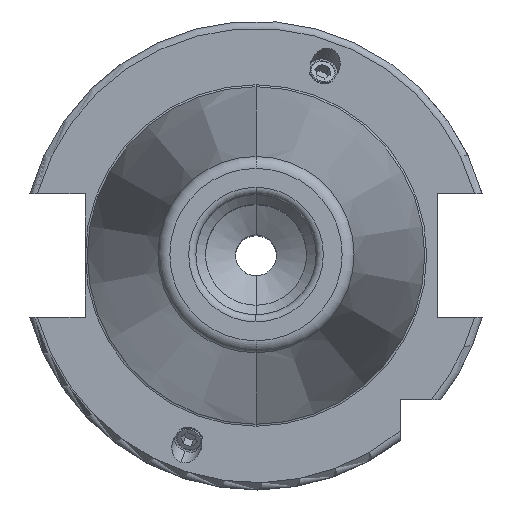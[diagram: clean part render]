
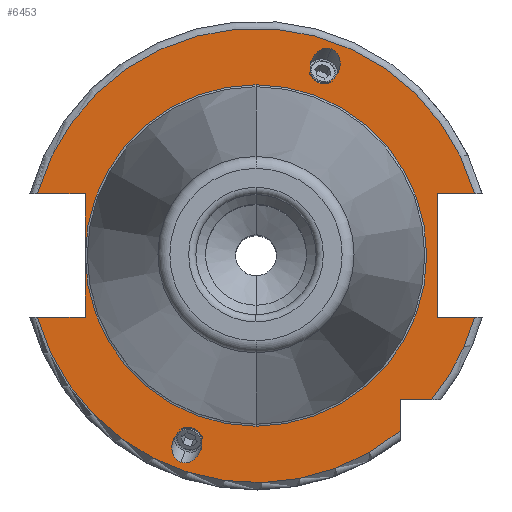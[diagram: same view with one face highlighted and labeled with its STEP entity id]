
A CAD part, top view. The second image highlights one B-rep face of the part: STEP entity #6453.
In plain terms, the highlighted planar face has unit normal (0, 0, 1).
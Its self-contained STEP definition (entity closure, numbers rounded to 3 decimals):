
#700=CARTESIAN_POINT('',(0,0,15.9));
#701=DIRECTION('',(0,0,1));
#702=DIRECTION('',(0.962,0.272,0));
#703=AXIS2_PLACEMENT_3D('',#700,#701,#702);
#751=CARTESIAN_POINT('',(0,0,15.9));
#752=DIRECTION('',(0,0,1));
#753=DIRECTION('',(-0.962,-0.272,0));
#754=AXIS2_PLACEMENT_3D('',#751,#752,#753);
#770=DIRECTION('',(1,0,0));
#771=VECTOR('',#770,9.969);
#772=CARTESIAN_POINT('',(-45.469,-12.85,15.9));
#773=LINE('',#772,#771);
#774=DIRECTION('',(0.,1,0));
#775=VECTOR('',#774,12.85);
#776=CARTESIAN_POINT('',(-35.5,-12.85,15.9));
#777=LINE('',#776,#775);
#778=DIRECTION('',(0.,1,0));
#779=VECTOR('',#778,12.85);
#780=CARTESIAN_POINT('',(-35.5,0,15.9));
#781=LINE('',#780,#779);
#782=DIRECTION('',(1,0,0));
#783=VECTOR('',#782,9.969);
#784=CARTESIAN_POINT('',(-45.469,12.85,15.9));
#785=LINE('',#784,#783);
#786=DIRECTION('',(-1,0,0));
#787=VECTOR('',#786,7.769);
#788=CARTESIAN_POINT('',(45.469,12.85,15.9));
#789=LINE('',#788,#787);
#790=DIRECTION('',(0,-1,0));
#791=VECTOR('',#790,25.7);
#792=CARTESIAN_POINT('',(37.7,12.85,15.9));
#793=LINE('',#792,#791);
#794=DIRECTION('',(-1,0,0));
#795=VECTOR('',#794,7.769);
#796=CARTESIAN_POINT('',(45.469,-12.85,15.9));
#797=LINE('',#796,#795);
#798=CARTESIAN_POINT('',(0,0,15.9));
#799=DIRECTION('',(0,0,1));
#800=DIRECTION('',(0.773,-0.635,0));
#801=AXIS2_PLACEMENT_3D('',#798,#799,#800);
#803=DIRECTION('',(-1,0,0));
#804=VECTOR('',#803,6.504);
#805=CARTESIAN_POINT('',(36.504,-30,15.9));
#806=LINE('',#805,#804);
#807=DIRECTION('',(0,1,0));
#808=VECTOR('',#807,6.504);
#809=CARTESIAN_POINT('',(30,-36.504,15.9));
#810=LINE('',#809,#808);
#811=CARTESIAN_POINT('',(15.638,42.966,15.9));
#812=CARTESIAN_POINT('',(15.301,43.089,15.9));
#813=CARTESIAN_POINT('',(14.517,43.205,15.9));
#814=CARTESIAN_POINT('',(13.205,42.774,15.9));
#815=CARTESIAN_POINT('',(12.281,41.938,15.9));
#816=CARTESIAN_POINT('',(11.759,41.131,15.9));
#817=CARTESIAN_POINT('',(11.484,40.516,15.9));
#818=CARTESIAN_POINT('',(11.299,39.867,15.9));
#819=CARTESIAN_POINT('',(11.18,38.913,15.9));
#820=CARTESIAN_POINT('',(11.35,37.679,15.9));
#821=CARTESIAN_POINT('',(12.078,36.506,15.9));
#822=CARTESIAN_POINT('',(12.754,36.091,15.9));
#823=CARTESIAN_POINT('',(13.091,35.968,15.9));
#825=CARTESIAN_POINT('',(13.091,35.968,15.9));
#826=CARTESIAN_POINT('',(13.429,35.845,15.9));
#827=CARTESIAN_POINT('',(14.213,35.729,15.9));
#828=CARTESIAN_POINT('',(15.525,36.16,15.9));
#829=CARTESIAN_POINT('',(16.448,36.996,15.9));
#830=CARTESIAN_POINT('',(16.971,37.803,15.9));
#831=CARTESIAN_POINT('',(17.246,38.418,15.9));
#832=CARTESIAN_POINT('',(17.431,39.067,15.9));
#833=CARTESIAN_POINT('',(17.549,40.021,15.9));
#834=CARTESIAN_POINT('',(17.379,41.255,15.9));
#835=CARTESIAN_POINT('',(16.651,42.428,15.9));
#836=CARTESIAN_POINT('',(15.976,42.843,15.9));
#837=CARTESIAN_POINT('',(15.638,42.966,15.9));
#839=CARTESIAN_POINT('',(-15.638,-42.966,15.9));
#840=CARTESIAN_POINT('',(-15.976,-42.843,15.9));
#841=CARTESIAN_POINT('',(-16.651,-42.428,15.9));
#842=CARTESIAN_POINT('',(-17.379,-41.255,15.9));
#843=CARTESIAN_POINT('',(-17.549,-40.021,15.9));
#844=CARTESIAN_POINT('',(-17.431,-39.067,15.9));
#845=CARTESIAN_POINT('',(-17.246,-38.418,15.9));
#846=CARTESIAN_POINT('',(-16.971,-37.803,15.9));
#847=CARTESIAN_POINT('',(-16.448,-36.996,15.9));
#848=CARTESIAN_POINT('',(-15.525,-36.16,15.9));
#849=CARTESIAN_POINT('',(-14.213,-35.729,15.9));
#850=CARTESIAN_POINT('',(-13.429,-35.845,15.9));
#851=CARTESIAN_POINT('',(-13.091,-35.968,15.9));
#853=CARTESIAN_POINT('',(-13.091,-35.968,15.9));
#854=CARTESIAN_POINT('',(-12.754,-36.091,15.9));
#855=CARTESIAN_POINT('',(-12.078,-36.506,15.9));
#856=CARTESIAN_POINT('',(-11.35,-37.679,15.9));
#857=CARTESIAN_POINT('',(-11.18,-38.913,15.9));
#858=CARTESIAN_POINT('',(-11.299,-39.867,15.9));
#859=CARTESIAN_POINT('',(-11.484,-40.516,15.9));
#860=CARTESIAN_POINT('',(-11.759,-41.131,15.9));
#861=CARTESIAN_POINT('',(-12.281,-41.938,15.9));
#862=CARTESIAN_POINT('',(-13.205,-42.774,15.9));
#863=CARTESIAN_POINT('',(-14.517,-43.205,15.9));
#864=CARTESIAN_POINT('',(-15.301,-43.089,15.9));
#865=CARTESIAN_POINT('',(-15.638,-42.966,15.9));
#867=CARTESIAN_POINT('',(0,0,15.9));
#868=DIRECTION('',(0,0,1));
#869=DIRECTION('',(0,1,0));
#870=AXIS2_PLACEMENT_3D('',#867,#868,#869);
#882=CARTESIAN_POINT('',(0,0,15.9));
#883=DIRECTION('',(0,0,1));
#884=DIRECTION('',(-1,0,0));
#885=AXIS2_PLACEMENT_3D('',#882,#883,#884);
#887=CARTESIAN_POINT('',(0,0,15.9));
#888=DIRECTION('',(0,0,-1));
#889=DIRECTION('',(0,1,0));
#890=AXIS2_PLACEMENT_3D('',#887,#888,#889);
#4931=CARTESIAN_POINT('',(0,35.5,15.9));
#4933=VERTEX_POINT('',#4931);
#4953=CARTESIAN_POINT('',(0,-35.5,15.9));
#4955=VERTEX_POINT('',#4953);
#5101=CARTESIAN_POINT('',(-45.469,-12.85,15.9));
#5102=CARTESIAN_POINT('',(-35.5,-12.85,15.9));
#5103=VERTEX_POINT('',#5101);
#5104=VERTEX_POINT('',#5102);
#5105=CARTESIAN_POINT('',(-35.5,0,15.9));
#5106=VERTEX_POINT('',#5105);
#5107=CARTESIAN_POINT('',(-35.5,12.85,15.9));
#5108=VERTEX_POINT('',#5107);
#5109=CARTESIAN_POINT('',(-45.469,12.85,15.9));
#5110=VERTEX_POINT('',#5109);
#5111=CARTESIAN_POINT('',(37.7,12.85,15.9));
#5112=CARTESIAN_POINT('',(37.7,-12.85,15.9));
#5113=VERTEX_POINT('',#5111);
#5114=VERTEX_POINT('',#5112);
#5115=CARTESIAN_POINT('',(45.469,-12.85,15.9));
#5116=VERTEX_POINT('',#5115);
#5117=CARTESIAN_POINT('',(45.469,12.85,15.9));
#5118=VERTEX_POINT('',#5117);
#5119=CARTESIAN_POINT('',(30,-36.504,15.9));
#5120=CARTESIAN_POINT('',(30,-30,15.9));
#5121=VERTEX_POINT('',#5119);
#5122=VERTEX_POINT('',#5120);
#5123=CARTESIAN_POINT('',(36.504,-30,15.9));
#5124=VERTEX_POINT('',#5123);
#5169=VERTEX_POINT('',#811);
#5170=VERTEX_POINT('',#823);
#5210=CARTESIAN_POINT('',(-15.638,-42.966,15.9));
#5212=VERTEX_POINT('',#5210);
#5213=CARTESIAN_POINT('',(-13.091,-35.968,15.9));
#5214=VERTEX_POINT('',#5213);
#6414=CARTESIAN_POINT('',(0,0,15.9));
#6415=DIRECTION('',(0,0,-1));
#6416=DIRECTION('',(0,-1,0));
#6417=AXIS2_PLACEMENT_3D('',#6414,#6415,#6416);
#6418=PLANE('',#6417);
#6419=ORIENTED_EDGE('',*,*,#5793,.T.);
#6420=ORIENTED_EDGE('',*,*,#5830,.T.);
#6422=ORIENTED_EDGE('',*,*,#6421,.T.);
#6424=ORIENTED_EDGE('',*,*,#6423,.F.);
#6426=ORIENTED_EDGE('',*,*,#6425,.T.);
#6427=ORIENTED_EDGE('',*,*,#5828,.T.);
#6428=ORIENTED_EDGE('',*,*,#5864,.F.);
#6429=ORIENTED_EDGE('',*,*,#6392,.F.);
#6431=ORIENTED_EDGE('',*,*,#6430,.T.);
#6433=ORIENTED_EDGE('',*,*,#6432,.T.);
#6434=ORIENTED_EDGE('',*,*,#5940,.F.);
#6435=ORIENTED_EDGE('',*,*,#6382,.F.);
#6436=ORIENTED_EDGE('',*,*,#5997,.T.);
#6437=ORIENTED_EDGE('',*,*,#6048,.F.);
#6438=ORIENTED_EDGE('',*,*,#6408,.F.);
#6439=EDGE_LOOP('',(#6419,#6420,#6422,#6424,#6426,#6427,#6428,#6429,#6431,#6433,
#6434,#6435,#6436,#6437,#6438));
#6440=FACE_OUTER_BOUND('',#6439,.F.);
#6442=ORIENTED_EDGE('',*,*,#6441,.T.);
#6444=ORIENTED_EDGE('',*,*,#6443,.T.);
#6445=EDGE_LOOP('',(#6442,#6444));
#6446=FACE_BOUND('',#6445,.F.);
#6448=ORIENTED_EDGE('',*,*,#6447,.F.);
#6450=ORIENTED_EDGE('',*,*,#6449,.F.);
#6451=EDGE_LOOP('',(#6448,#6450));
#6452=FACE_BOUND('',#6451,.F.);
#6453=ADVANCED_FACE('',(#6440,#6446,#6452),#6418,.F.);
#704=CIRCLE('',#703,47.25);
#755=CIRCLE('',#754,47.25);
#802=CIRCLE('',#801,47.25);
#824=B_SPLINE_CURVE_WITH_KNOTS('',3,(#811,#812,#813,#814,#815,#816,#817,#818,
#819,#820,#821,#822,#823),.UNSPECIFIED.,.F.,.F.,(4,1,1,1,1,1,1,1,1,1,4),(0,
0.125,0.25,0.375,0.438,0.5,0.563,0.625,0.75,0.875,1),
.UNSPECIFIED.);
#838=B_SPLINE_CURVE_WITH_KNOTS('',3,(#825,#826,#827,#828,#829,#830,#831,#832,
#833,#834,#835,#836,#837),.UNSPECIFIED.,.F.,.F.,(4,1,1,1,1,1,1,1,1,1,4),(0,
0.125,0.25,0.375,0.438,0.5,0.563,0.625,0.75,0.875,1),
.UNSPECIFIED.);
#852=B_SPLINE_CURVE_WITH_KNOTS('',3,(#839,#840,#841,#842,#843,#844,#845,#846,
#847,#848,#849,#850,#851),.UNSPECIFIED.,.F.,.F.,(4,1,1,1,1,1,1,1,1,1,4),(0,
0.125,0.25,0.375,0.438,0.5,0.563,0.625,0.75,0.875,1),
.UNSPECIFIED.);
#866=B_SPLINE_CURVE_WITH_KNOTS('',3,(#853,#854,#855,#856,#857,#858,#859,#860,
#861,#862,#863,#864,#865),.UNSPECIFIED.,.F.,.F.,(4,1,1,1,1,1,1,1,1,1,4),(0,
0.125,0.25,0.375,0.438,0.5,0.563,0.625,0.75,0.875,1),
.UNSPECIFIED.);
#871=CIRCLE('',#870,35.5);
#886=CIRCLE('',#885,35.5);
#891=CIRCLE('',#890,35.5);
#5793=EDGE_CURVE('',#5103,#5104,#773,.T.);
#5828=EDGE_CURVE('',#5106,#5108,#781,.T.);
#5830=EDGE_CURVE('',#5104,#5106,#777,.T.);
#5864=EDGE_CURVE('',#5110,#5108,#785,.T.);
#5940=EDGE_CURVE('',#5116,#5114,#797,.T.);
#5997=EDGE_CURVE('',#5124,#5122,#806,.T.);
#6048=EDGE_CURVE('',#5121,#5122,#810,.T.);
#6382=EDGE_CURVE('',#5124,#5116,#802,.T.);
#6392=EDGE_CURVE('',#5118,#5110,#704,.T.);
#6408=EDGE_CURVE('',#5103,#5121,#755,.T.);
#6421=EDGE_CURVE('',#5106,#4955,#886,.T.);
#6423=EDGE_CURVE('',#4933,#4955,#891,.T.);
#6425=EDGE_CURVE('',#4933,#5106,#871,.T.);
#6430=EDGE_CURVE('',#5118,#5113,#789,.T.);
#6432=EDGE_CURVE('',#5113,#5114,#793,.T.);
#6441=EDGE_CURVE('',#5169,#5170,#824,.T.);
#6443=EDGE_CURVE('',#5170,#5169,#838,.T.);
#6447=EDGE_CURVE('',#5212,#5214,#852,.T.);
#6449=EDGE_CURVE('',#5214,#5212,#866,.T.);
